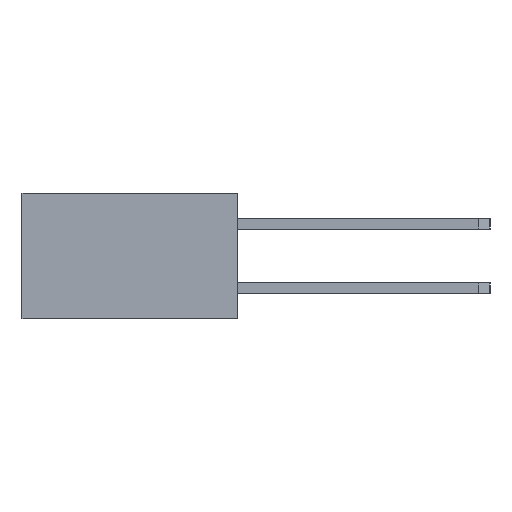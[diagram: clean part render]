
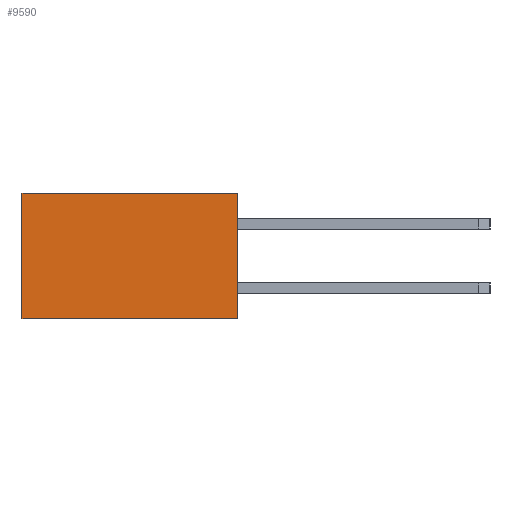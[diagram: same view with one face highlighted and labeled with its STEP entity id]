
A CAD part, left-side view. The second image highlights one B-rep face of the part: STEP entity #9590.
In plain terms, the highlighted planar face has unit normal (-1, 0, 0).
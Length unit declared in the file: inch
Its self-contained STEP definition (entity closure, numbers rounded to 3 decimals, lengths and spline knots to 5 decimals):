
#2155=ORIENTED_EDGE('',*,*,#3916,.T.);
#2156=ORIENTED_EDGE('',*,*,#3411,.F.);
#2157=ORIENTED_EDGE('',*,*,#3953,.F.);
#2158=ORIENTED_EDGE('',*,*,#3403,.T.);
#3403=EDGE_CURVE('',#4504,#4503,#5603,.T.);
#3411=EDGE_CURVE('',#4511,#4512,#5611,.T.);
#3916=EDGE_CURVE('',#4503,#4512,#6116,.T.);
#3953=EDGE_CURVE('',#4504,#4511,#6153,.T.);
#4503=VERTEX_POINT('',#13946);
#4504=VERTEX_POINT('',#13948);
#4511=VERTEX_POINT('',#13963);
#4512=VERTEX_POINT('',#13965);
#5603=LINE('',#13947,#6923);
#5611=LINE('',#13964,#6931);
#6116=LINE('',#14973,#7436);
#6153=LINE('',#15029,#7473);
#6923=VECTOR('',#11409,39.37008);
#6931=VECTOR('',#11419,39.37008);
#7436=VECTOR('',#12214,39.37008);
#7473=VECTOR('',#12289,39.37008);
#7970=EDGE_LOOP('',(#2155,#2156,#2157,#2158));
#8558=FACE_BOUND('',#7970,.T.);
#9110=PLANE('',#10097);
#9590=ADVANCED_FACE('',(#8558),#9110,.F.);
#10097=AXIS2_PLACEMENT_3D('',#15028,#12287,#12288);
#11409=DIRECTION('',(0.,-1.,0.));
#11419=DIRECTION('',(0.,-1.,0.));
#12214=DIRECTION('',(0.,0.,1.));
#12287=DIRECTION('',(1.,0.,0.));
#12288=DIRECTION('',(0.,0.,-1.));
#12289=DIRECTION('',(0.,0.,1.));
#13946=CARTESIAN_POINT('',(-0.91,0.,-0.0975));
#13947=CARTESIAN_POINT('',(-0.91,0.335,-0.0975));
#13948=CARTESIAN_POINT('',(-0.91,0.335,-0.0975));
#13963=CARTESIAN_POINT('',(-0.91,0.335,0.0975));
#13964=CARTESIAN_POINT('',(-0.91,0.335,0.0975));
#13965=CARTESIAN_POINT('',(-0.91,0.,0.0975));
#14973=CARTESIAN_POINT('',(-0.91,0.,-0.0975));
#15028=CARTESIAN_POINT('',(-0.91,0.335,-0.0975));
#15029=CARTESIAN_POINT('',(-0.91,0.335,-0.0975));
